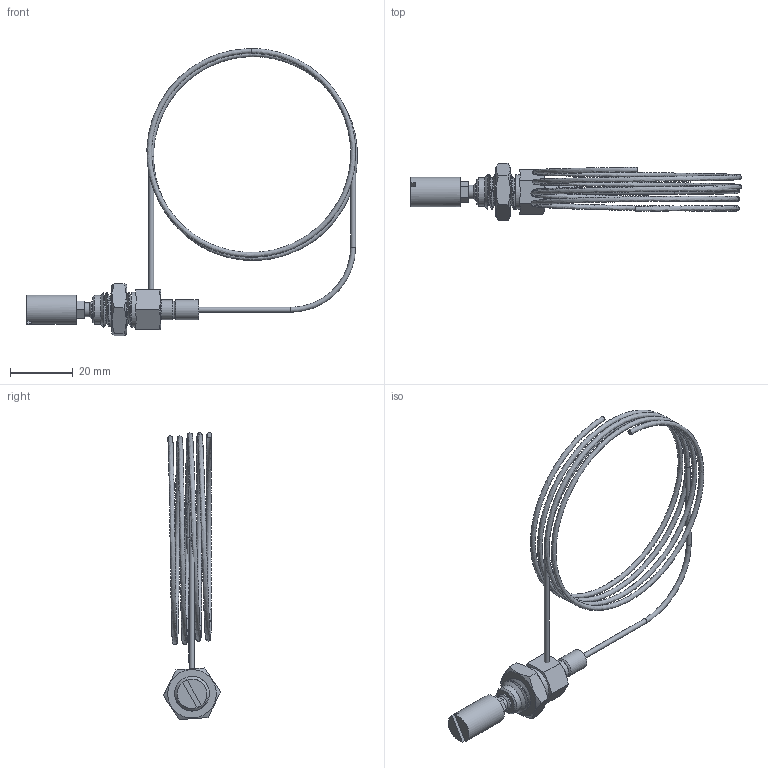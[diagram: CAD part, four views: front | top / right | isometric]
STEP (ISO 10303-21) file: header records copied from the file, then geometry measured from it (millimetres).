
FILE_DESCRIPTION((''),'2;1');
FILE_NAME('312374-BNV1 Micrometering valve.stp','2013-08-26T12:30:39',('Franzp'),(''),'Autodesk Inventor 2013','Autodesk Inventor 2013','');
FILE_SCHEMA(('AUTOMOTIVE_DESIGN { 1 0 10303 214 1 1 1 1 }'));
Length unit declared in the file: millimetre
Products named in the file (3): a322374; 322374; 310536
Assembly tree (2 placements, depth 2):
  a322374
    322374
    310536
Bounding box: 105.63 x 18.28 x 91.67 mm (x, y, z)
Volume: 646.4 mm3; surface area: 8653.4 mm2
Topology: 1 solids, 9 shells, 80 faces, 194 edges, 125 vertices
Faces by surface type: plane 37, cone 19, cylinder 19, bspline 4, torus 1
Full cylindrical faces by diameter (mm): 1.575 x3, 4.42 x1, 5.486 x1, 6.35 x2, 8.517 x2, 9.144 x1, 9.398 x1, 9.728 x1, 11.113 x1
Entity records: 3935 total; most frequent: CARTESIAN_POINT 2090, DIRECTION 346, ORIENTED_EDGE 296, EDGE_CURVE 160, AXIS2_PLACEMENT_3D 151, VERTEX_POINT 118, EDGE_LOOP 118, FACE_OUTER_BOUND 80
